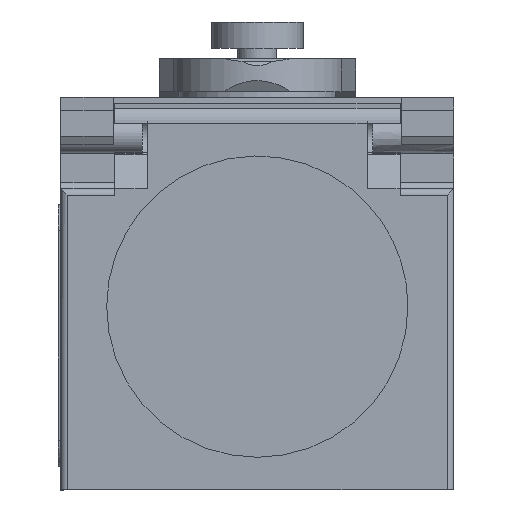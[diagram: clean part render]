
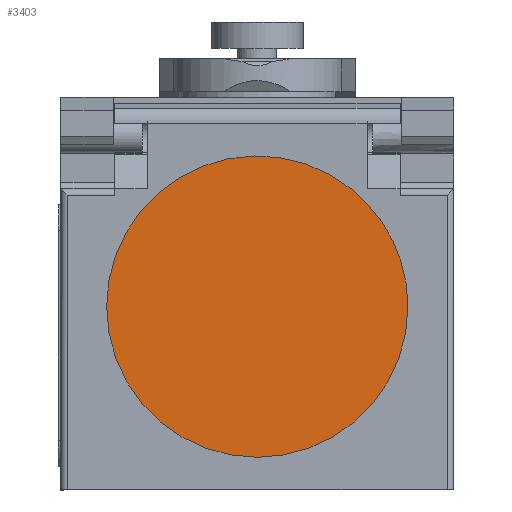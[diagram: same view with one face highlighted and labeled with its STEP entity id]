
A CAD part, front view. The second image highlights one B-rep face of the part: STEP entity #3403.
In plain terms, the highlighted planar face has unit normal (0, -1, 0).
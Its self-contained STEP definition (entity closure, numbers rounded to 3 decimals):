
#1498=CARTESIAN_POINT('',(26.502,0.,14.));
#1499=VERTEX_POINT('',#1498);
#1508=CARTESIAN_POINT('',(3.498,0.,14.));
#1509=VERTEX_POINT('',#1508);
#1510=CARTESIAN_POINT('',(15.0,0.,14.));
#1511=DIRECTION('',(0.0,-1.0,0.0));
#1512=DIRECTION('',(1.0,0.0,0.0));
#1513=AXIS2_PLACEMENT_3D('',#1510,#1511,#1512);
#1514=CIRCLE('',#1513,11.502);
#1515=EDGE_CURVE('',#1509,#1499,#1514,.T.);
#3374=CARTESIAN_POINT('',(22.162,0.,23.));
#3375=VERTEX_POINT('',#3374);
#3376=CARTESIAN_POINT('',(15.0,0.,14.));
#3377=DIRECTION('',(0.0,-1.0,0.0));
#3378=DIRECTION('',(1.0,0.0,0.0));
#3379=AXIS2_PLACEMENT_3D('',#3376,#3377,#3378);
#3380=CIRCLE('',#3379,11.502);
#3381=EDGE_CURVE('',#3375,#1509,#3380,.T.);
#3383=CARTESIAN_POINT('',(15.0,0.,14.));
#3384=DIRECTION('',(0.0,-1.0,0.0));
#3385=DIRECTION('',(1.0,0.0,0.0));
#3386=AXIS2_PLACEMENT_3D('',#3383,#3384,#3385);
#3387=CIRCLE('',#3386,11.502);
#3388=EDGE_CURVE('',#1499,#3375,#3387,.T.);
#3393=CARTESIAN_POINT('',(14.911,0.,4.125));
#3394=DIRECTION('',(0.0,-1.0,0.0));
#3395=DIRECTION('',(0.0,0.0,1.0));
#3396=AXIS2_PLACEMENT_3D('',#3393,#3394,#3395);
#3397=PLANE('',#3396);
#3398=ORIENTED_EDGE('',*,*,#3381,.T.);
#3399=ORIENTED_EDGE('',*,*,#1515,.T.);
#3400=ORIENTED_EDGE('',*,*,#3388,.T.);
#3401=EDGE_LOOP('',(#3398,#3399,#3400));
#3402=FACE_OUTER_BOUND('',#3401,.T.);
#3403=ADVANCED_FACE('',(#3402),#3397,.T.);
